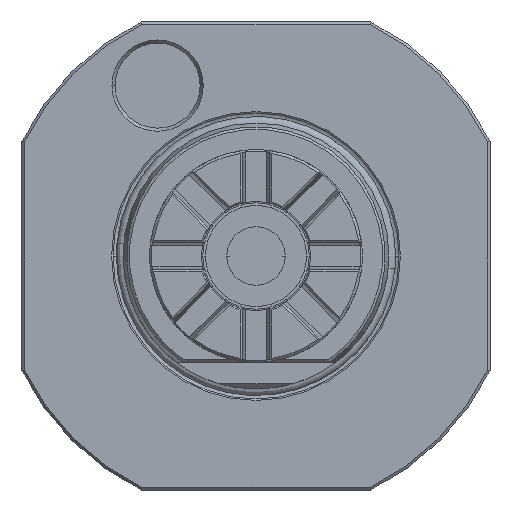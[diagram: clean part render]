
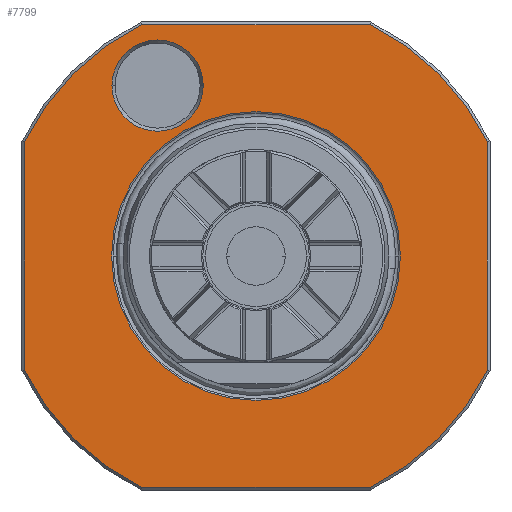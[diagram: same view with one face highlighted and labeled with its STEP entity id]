
A CAD part, left-side view. The second image highlights one B-rep face of the part: STEP entity #7799.
In plain terms, the highlighted planar face has unit normal (-1, 0, 0).
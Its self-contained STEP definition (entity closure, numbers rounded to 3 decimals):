
#206=CARTESIAN_POINT('',(-80.5,0.,0.));
#207=DIRECTION('',(1.,0.,0.));
#208=DIRECTION('',(0.,-0.897,-0.442));
#209=AXIS2_PLACEMENT_3D('',#206,#207,#208);
#211=DIRECTION('',(0.,-1.,0.));
#212=VECTOR('',#211,42.896);
#213=CARTESIAN_POINT('',(-80.5,21.448,-43.5));
#214=LINE('',#213,#212);
#215=CARTESIAN_POINT('',(-80.5,0.,0.));
#216=DIRECTION('',(1.,0.,0.));
#217=DIRECTION('',(0.,0.442,-0.897));
#218=AXIS2_PLACEMENT_3D('',#215,#216,#217);
#220=DIRECTION('',(0.,0.,-1.));
#221=VECTOR('',#220,42.896);
#222=CARTESIAN_POINT('',(-80.5,43.5,21.448));
#223=LINE('',#222,#221);
#224=CARTESIAN_POINT('',(-80.5,0.,0.));
#225=DIRECTION('',(1.,0.,0.));
#226=DIRECTION('',(0.,0.897,0.442));
#227=AXIS2_PLACEMENT_3D('',#224,#225,#226);
#229=DIRECTION('',(0.,1.,0.));
#230=VECTOR('',#229,42.896);
#231=CARTESIAN_POINT('',(-80.5,-21.448,43.5));
#232=LINE('',#231,#230);
#233=CARTESIAN_POINT('',(-80.5,0.,0.));
#234=DIRECTION('',(1.,0.,0.));
#235=DIRECTION('',(0.,-0.442,0.897));
#236=AXIS2_PLACEMENT_3D('',#233,#234,#235);
#238=DIRECTION('',(0.,0.,1.));
#239=VECTOR('',#238,42.896);
#240=CARTESIAN_POINT('',(-80.5,-43.5,
-21.448));
#241=LINE('',#240,#239);
#242=CARTESIAN_POINT('',(-80.5,0.,0.));
#243=DIRECTION('',(1.,0.,0.));
#244=DIRECTION('',(0.,-1.,0.));
#245=AXIS2_PLACEMENT_3D('',#242,#243,#244);
#247=CARTESIAN_POINT('',(-80.5,0.,0.));
#248=DIRECTION('',(1.,0.,0.));
#249=DIRECTION('',(0.,1.,0.));
#250=AXIS2_PLACEMENT_3D('',#247,#248,#249);
#252=CARTESIAN_POINT('',(-80.5,18.5,32.043));
#253=DIRECTION('',(1.,0.,0.));
#254=DIRECTION('',(0.,-1.,0.));
#255=AXIS2_PLACEMENT_3D('',#252,#253,#254);
#257=CARTESIAN_POINT('',(-80.5,18.5,32.043));
#258=DIRECTION('',(1.,0.,0.));
#259=DIRECTION('',(0.,1.,0.));
#260=AXIS2_PLACEMENT_3D('',#257,#258,#259);
#6857=CARTESIAN_POINT('',(-80.5,-27.15,0.));
#6858=CARTESIAN_POINT('',(-80.5,27.15,0.));
#6859=VERTEX_POINT('',#6857);
#6860=VERTEX_POINT('',#6858);
#6861=CARTESIAN_POINT('',(-80.5,9.923,32.043));
#6862=CARTESIAN_POINT('',(-80.5,27.077,32.043));
#6863=VERTEX_POINT('',#6861);
#6864=VERTEX_POINT('',#6862);
#6865=CARTESIAN_POINT('',(-80.5,-43.5,-21.448));
#6866=CARTESIAN_POINT('',(-80.5,-21.448,-43.5));
#6867=VERTEX_POINT('',#6865);
#6868=VERTEX_POINT('',#6866);
#6873=CARTESIAN_POINT('',(-80.5,-21.449,43.501));
#6874=CARTESIAN_POINT('',(-80.5,-43.501,21.449));
#6875=VERTEX_POINT('',#6873);
#6876=VERTEX_POINT('',#6874);
#6901=CARTESIAN_POINT('',(-80.5,43.501,21.449));
#6902=CARTESIAN_POINT('',(-80.5,21.449,43.501));
#6903=VERTEX_POINT('',#6901);
#6904=VERTEX_POINT('',#6902);
#6909=CARTESIAN_POINT('',(-80.5,21.448,-43.5));
#6910=CARTESIAN_POINT('',(-80.5,43.5,-21.448));
#6911=VERTEX_POINT('',#6909);
#6912=VERTEX_POINT('',#6910);
#7765=CARTESIAN_POINT('',(-80.5,0.,0.));
#7766=DIRECTION('',(-1.,0.,0.));
#7767=DIRECTION('',(0.,1.,0.));
#7768=AXIS2_PLACEMENT_3D('',#7765,#7766,#7767);
#7769=PLANE('',#7768);
#7771=ORIENTED_EDGE('',*,*,#7770,.T.);
#7773=ORIENTED_EDGE('',*,*,#7772,.F.);
#7775=ORIENTED_EDGE('',*,*,#7774,.T.);
#7777=ORIENTED_EDGE('',*,*,#7776,.F.);
#7779=ORIENTED_EDGE('',*,*,#7778,.T.);
#7781=ORIENTED_EDGE('',*,*,#7780,.F.);
#7782=ORIENTED_EDGE('',*,*,#7755,.T.);
#7784=ORIENTED_EDGE('',*,*,#7783,.F.);
#7785=EDGE_LOOP('',(#7771,#7773,#7775,#7777,#7779,#7781,#7782,#7784));
#7786=FACE_OUTER_BOUND('',#7785,.F.);
#7788=ORIENTED_EDGE('',*,*,#7787,.F.);
#7790=ORIENTED_EDGE('',*,*,#7789,.F.);
#7791=EDGE_LOOP('',(#7788,#7790));
#7792=FACE_BOUND('',#7791,.F.);
#7794=ORIENTED_EDGE('',*,*,#7793,.F.);
#7796=ORIENTED_EDGE('',*,*,#7795,.F.);
#7797=EDGE_LOOP('',(#7794,#7796));
#7798=FACE_BOUND('',#7797,.F.);
#210=CIRCLE('',#209,48.501);
#219=CIRCLE('',#218,48.501);
#228=CIRCLE('',#227,48.501);
#237=CIRCLE('',#236,48.501);
#246=CIRCLE('',#245,27.15);
#251=CIRCLE('',#250,27.15);
#256=CIRCLE('',#255,8.577);
#261=CIRCLE('',#260,8.577);
#7755=EDGE_CURVE('',#6875,#6876,#237,.T.);
#7770=EDGE_CURVE('',#6867,#6868,#210,.T.);
#7772=EDGE_CURVE('',#6911,#6868,#214,.T.);
#7774=EDGE_CURVE('',#6911,#6912,#219,.T.);
#7776=EDGE_CURVE('',#6903,#6912,#223,.T.);
#7778=EDGE_CURVE('',#6903,#6904,#228,.T.);
#7780=EDGE_CURVE('',#6875,#6904,#232,.T.);
#7783=EDGE_CURVE('',#6867,#6876,#241,.T.);
#7787=EDGE_CURVE('',#6859,#6860,#246,.T.);
#7789=EDGE_CURVE('',#6860,#6859,#251,.T.);
#7793=EDGE_CURVE('',#6863,#6864,#256,.T.);
#7795=EDGE_CURVE('',#6864,#6863,#261,.T.);
#7799=ADVANCED_FACE('',(#7786,#7792,#7798),#7769,.T.);
